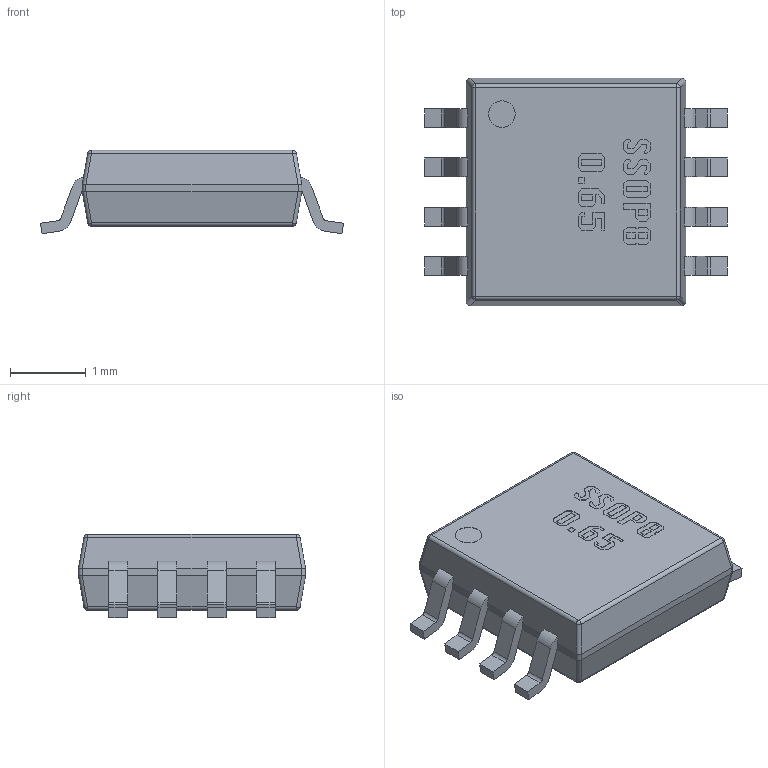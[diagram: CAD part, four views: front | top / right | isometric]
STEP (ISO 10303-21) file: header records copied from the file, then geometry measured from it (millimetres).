
FILE_DESCRIPTION(/* description */ ('model of SSOP8-8P-0.65'),/* implementation_level */ '2;1');
FILE_NAME(/* name */ 'SSOP8-8P-0.65.stp',/* time_stamp */ '2015-12-09T14:27:10',/* author */ ('Joan The Spark',''),/* organization */ (''),/* preprocessor_version */ '',/* originating_system */ '',/* authorisation */ '');
FILE_SCHEMA (('AUTOMOTIVE_DESIGN { 1 0 10303 214 3 1 1 }'));
Length unit declared in the file: millimetre
Products named in the file (1): SSOP8-xP-0.65
Bounding box: 4 x 3 x 1.1 mm (x, y, z)
Volume: 8.5 mm3; surface area: 32.5 mm2
Topology: 1 solids, 1 shells, 277 faces, 753 edges, 494 vertices
Faces by surface type: plane 224, cylinder 45, sphere 8
Full cylindrical faces by diameter (mm): 0.35 x1
Entity records: 8843 total; most frequent: CARTESIAN_POINT 1524, ORIENTED_EDGE 1504, DIRECTION 1406, EDGE_CURVE 752, LINE 654, VECTOR 654, VERTEX_POINT 494, AXIS2_PLACEMENT_3D 376
